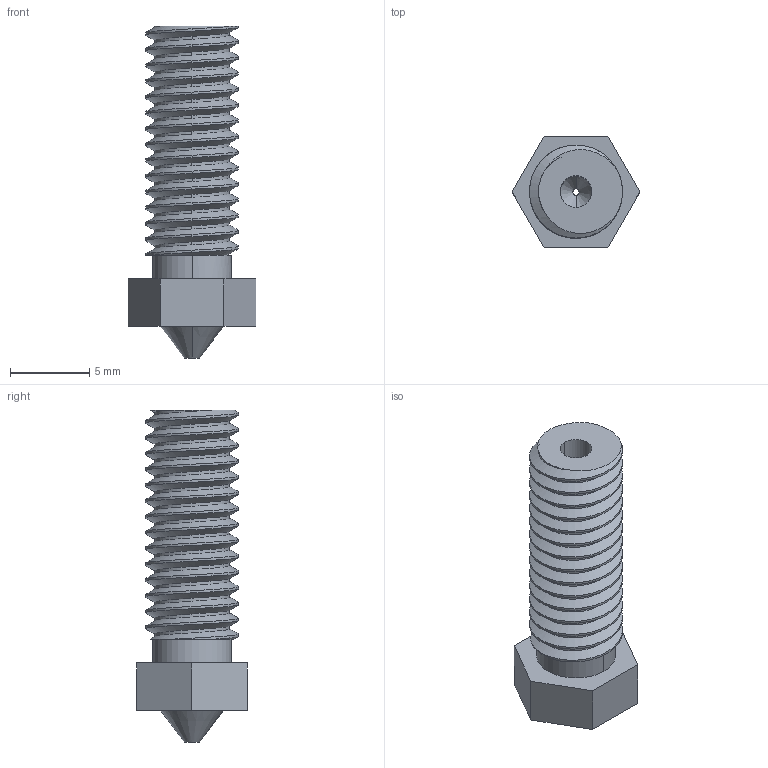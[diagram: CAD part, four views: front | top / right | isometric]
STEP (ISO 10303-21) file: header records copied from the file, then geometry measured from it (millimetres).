
FILE_DESCRIPTION (( 'STEP AP214' ), '1' );
FILE_NAME ('Component4.STEP', '2025-09-18T19:08:14', ( '' ), ( '' ), 'SwSTEP 2.0', 'SolidWorks 2024', '' );
FILE_SCHEMA (( 'AUTOMOTIVE_DESIGN' ));
Length unit declared in the file: millimetre
Products named in the file (1): Component4
Bounding box: 8.08 x 7 x 21 mm (x, y, z)
Volume: 426.1 mm3; surface area: 718.4 mm2
Topology: 1 solids, 1 shells, 84 faces, 234 edges, 154 vertices
Faces by surface type: cylinder 66, plane 12, cone 4, bspline 2
Entity records: 8296 total; most frequent: CARTESIAN_POINT 6348, ORIENTED_EDGE 468, DIRECTION 296, EDGE_CURVE 234, VERTEX_POINT 154, B_SPLINE_CURVE_WITH_KNOTS 126, AXIS2_PLACEMENT_3D 105, EDGE_LOOP 88
